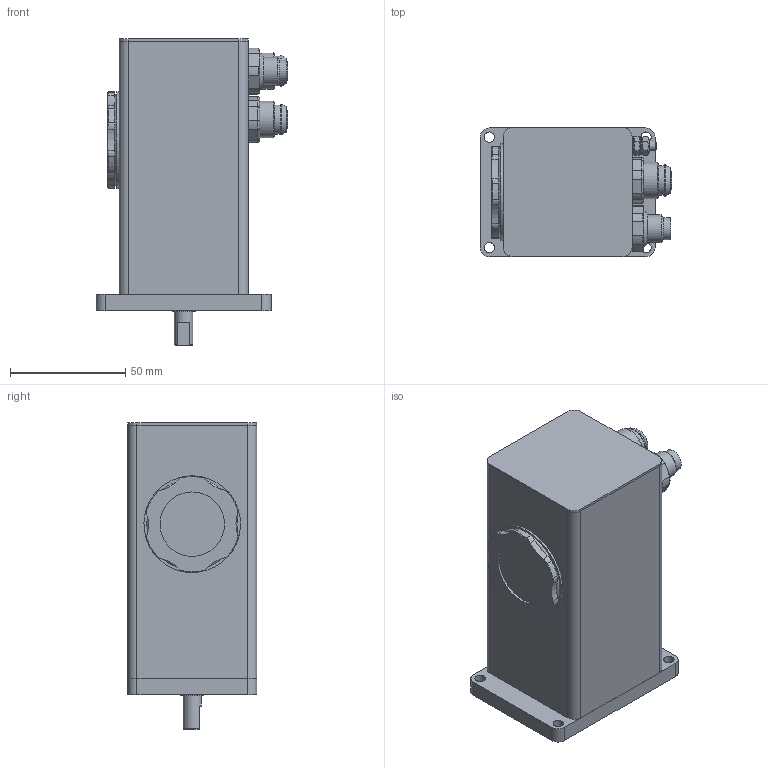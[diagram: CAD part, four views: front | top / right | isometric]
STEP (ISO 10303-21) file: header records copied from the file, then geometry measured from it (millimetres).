
FILE_DESCRIPTION(/* description */ ('Grundgestell PSW31x-8V'),/* implementation_level */ '2;1');
FILE_NAME(/* name */ 'PSW31x-8-V.stp',/* time_stamp */ '2015-08-25T14:33:16+02:00',/* author */ ('nwolf'),/* organization */ (''),/* preprocessor_version */ 'ST-DEVELOPER v15.6',/* originating_system */ 'Autodesk Inventor 2015',/* authorisation */ '');
FILE_SCHEMA (('AUTOMOTIVE_DESIGN { 1 0 10303 214 3 1 1 }'));
Products named in the file (75): 1020.006183M; 1110.002584M; 1110.002814M; DIN 625 SKF - SKF 61800-2RS1; DIN 625 SKF - SKF 624-2Z; DIN 625 SKF - SKF 623-2Z; ENG-002749; 1230.007914M; 2000.001549M; 9010.020704M; ENG-003891; 1030.012514M; 1110.003194M; 2210.000139M; 1200.000309M; DIN 913 - M3 x 3; 1230.007104M; 1110.003124M; 1200.003109M; 1300.029714M; 1300.028264M; 1300.029024M; 1200.000599M; 1300.029724M; 1230.003094M; 3000.005779M; 1300.009954M; 1300.009944M; DIN 912 - M3 x 0,5 x 6 x 4,75; DIN 912 - M3 x 0,5 x 8 x 6,75; 1030.011894MD; 1110.003204MB; 1000.012303ME; 1020.003704MA; 1200.006679M; 1300.028464MA; 1230.006954MA; 1230.006964M; 2600.000379M; ENG-000581 ...
Assembly tree (108 placements, depth 6):
  7300.012583M
    9010.020694M
      9010.020704M
        1020.006183M
        1110.002584M
        1110.002814M  x2
        DIN 625 SKF - SKF 61800-2RS1
        DIN 625 SKF - SKF 624-2Z  x2
        DIN 625 SKF - SKF 623-2Z
        ENG-002749
        1230.007914M
        2000.001549M  x3
      ENG-003891
      1030.012514M
      1110.003194M
      DIN 625 SKF - SKF 624-2Z  x2
      DIN 625 SKF - SKF 623-2Z
      2210.000139M
      1200.000309M
      DIN 913 - M3 x 3  x2
      1230.007104M
      1110.003124M  x2
      1200.003109M
      1300.029714M
      1300.028264M
      1300.029024M
      1200.000599M
      1300.029724M
      1230.003094M
      3000.005779M
      1300.009954M
      1300.009944M
      DIN 912 - M3 x 0,5 x 6 x 4,75  x2
      DIN 912 - M3 x 0,5 x 8 x 6,75  x4
      1030.011894MD
      1110.003204MB
      9010.010464M
        9010.010444M
          1000.012303ME
          1020.003704MA
          1200.006679M  x7
          1300.028464MA  x6
          1230.006954MA  x2
          1230.006964M  x2
          2600.000379M
          1300.028984M  x4
            ENG-000581
            ENG-000579
            ENG-000580
          1300.028484M  x3
        9010.010494M
          1300.029424M
          1200.000349M
          1290.002734MB
          2390.000049M
        9100.005866
        DIN 84 - M2 x 6
      ENG-003395
      1200.008574M
      1110.003944M
Bounding box: 83.25 x 56.2 x 133 mm (x, y, z)
Volume: 144743.6 mm3; surface area: 141332.7 mm2
Topology: 153 solids, 153 shells, 2814 faces, 6985 edges, 4591 vertices
Faces by surface type: plane 1550, cylinder 767, torus 167, bspline 154, cone 129, sphere 47
Full cylindrical faces by diameter (mm): 0.8 x1, 1 x5, 1.2 x1, 1.3 x4, 1.5 x8, 1.567 x4, 1.729 x1, 1.783 x1, 1.8 x1, 1.97 x14, 2 x29, 2.05 x1, 2.1 x4, 2.2 x7, 2.459 x6, 2.5 x4, 2.621 x11, 2.96 x1, 2.97 x1, 3 x25, 3.1 x13, 3.2 x1, 3.242 x2, 3.4 x2, 3.5 x2, 3.96 x2, 3.98 x1, 4 x45, 4.1 x1, 4.2 x2
Entity records: 72280 total; most frequent: CARTESIAN_POINT 17180, DIRECTION 10815, ORIENTED_EDGE 10422, EDGE_CURVE 5198, AXIS2_PLACEMENT_3D 3846, VERTEX_POINT 3651, LINE 3123, VECTOR 3123
